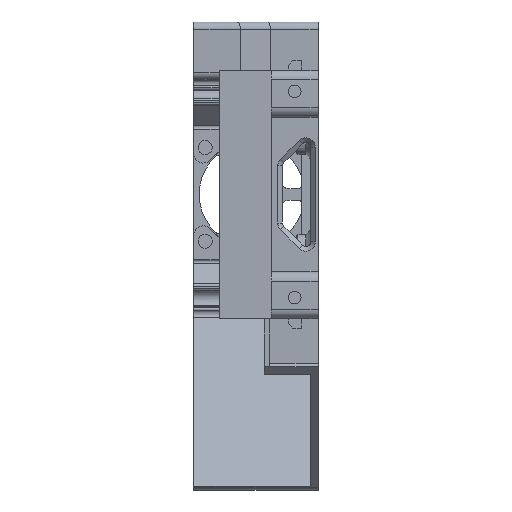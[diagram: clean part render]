
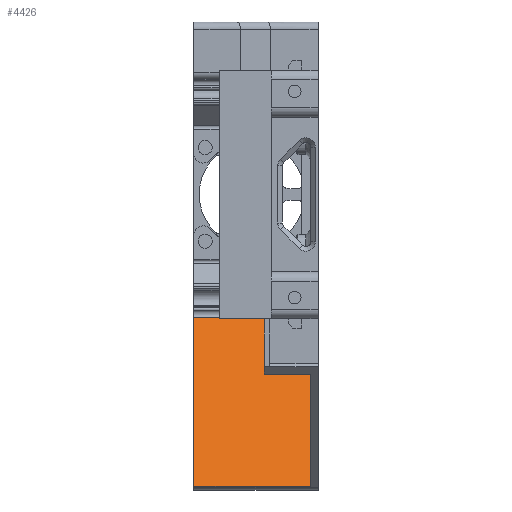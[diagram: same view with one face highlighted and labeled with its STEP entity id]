
A CAD part, left-side view. The second image highlights one B-rep face of the part: STEP entity #4426.
In plain terms, the highlighted planar face has unit normal (-0.707, 0, 0.707).
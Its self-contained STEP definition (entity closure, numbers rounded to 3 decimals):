
#241=FACE_OUTER_BOUND('',#513,.T.);
#513=EDGE_LOOP('',(#3162,#3163,#3164,#3165,#3166,#3167));
#1059=LINE('',#6801,#1506);
#1060=LINE('',#6803,#1507);
#1061=LINE('',#6805,#1508);
#1062=LINE('',#6807,#1509);
#1063=LINE('',#6809,#1510);
#1064=LINE('',#6810,#1511);
#1506=VECTOR('',#5388,15.);
#1507=VECTOR('',#5389,50.959);
#1508=VECTOR('',#5390,24.9);
#1509=VECTOR('',#5391,33.836);
#1510=VECTOR('',#5392,9.9);
#1511=VECTOR('',#5393,17.123);
#1965=VERTEX_POINT('',#6799);
#1966=VERTEX_POINT('',#6800);
#1967=VERTEX_POINT('',#6802);
#1968=VERTEX_POINT('',#6804);
#1969=VERTEX_POINT('',#6806);
#1970=VERTEX_POINT('',#6808);
#2419=EDGE_CURVE('',#1965,#1966,#1059,.T.);
#2420=EDGE_CURVE('',#1967,#1965,#1060,.T.);
#2421=EDGE_CURVE('',#1968,#1967,#1061,.T.);
#2422=EDGE_CURVE('',#1968,#1969,#1062,.T.);
#2423=EDGE_CURVE('',#1969,#1970,#1063,.T.);
#2424=EDGE_CURVE('',#1970,#1966,#1064,.T.);
#3162=ORIENTED_EDGE('',*,*,#2419,.F.);
#3163=ORIENTED_EDGE('',*,*,#2420,.F.);
#3164=ORIENTED_EDGE('',*,*,#2421,.F.);
#3165=ORIENTED_EDGE('',*,*,#2422,.T.);
#3166=ORIENTED_EDGE('',*,*,#2423,.T.);
#3167=ORIENTED_EDGE('',*,*,#2424,.T.);
#4281=PLANE('',#4734);
#4426=ADVANCED_FACE('',(#241),#4281,.T.);
#4734=AXIS2_PLACEMENT_3D('',#6798,#5386,#5387);
#5386=DIRECTION('center_axis',(-0.707,0.,0.707));
#5387=DIRECTION('ref_axis',(0.707,0.,0.707));
#5388=DIRECTION('',(0.,-1.,0.));
#5389=DIRECTION('',(0.707,0.,0.707));
#5390=DIRECTION('',(0.,1.,0.));
#5391=DIRECTION('',(0.707,0.,0.707));
#5392=DIRECTION('',(0.,1.,0.));
#5393=DIRECTION('',(0.707,0.,0.707));
#6798=CARTESIAN_POINT('Origin',(114.093,-9.9,-24.5));
#6799=CARTESIAN_POINT('',(112.401,15.,-26.192));
#6800=CARTESIAN_POINT('',(112.401,0.,-26.192));
#6801=CARTESIAN_POINT('',(112.401,15.,-26.192));
#6802=CARTESIAN_POINT('',(76.368,15.,-62.225));
#6803=CARTESIAN_POINT('',(76.368,15.,-62.225));
#6804=CARTESIAN_POINT('',(76.368,-9.9,-62.225));
#6805=CARTESIAN_POINT('',(76.368,-9.9,-62.225));
#6806=CARTESIAN_POINT('',(100.293,-9.9,-38.3));
#6807=CARTESIAN_POINT('',(76.368,-9.9,-62.225));
#6808=CARTESIAN_POINT('',(100.293,0.,-38.3));
#6809=CARTESIAN_POINT('',(100.293,-9.9,-38.3));
#6810=CARTESIAN_POINT('',(100.293,0.,-38.3));
